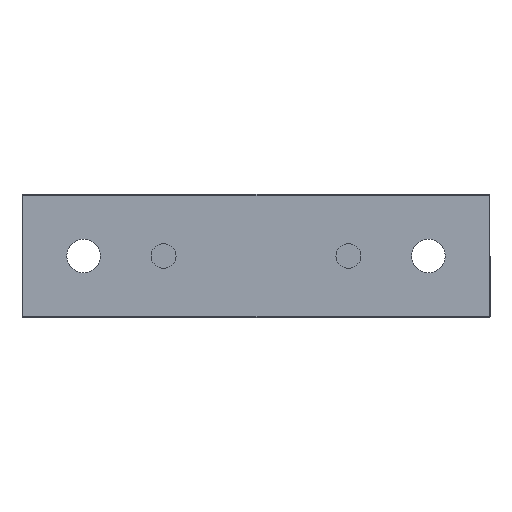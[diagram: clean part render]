
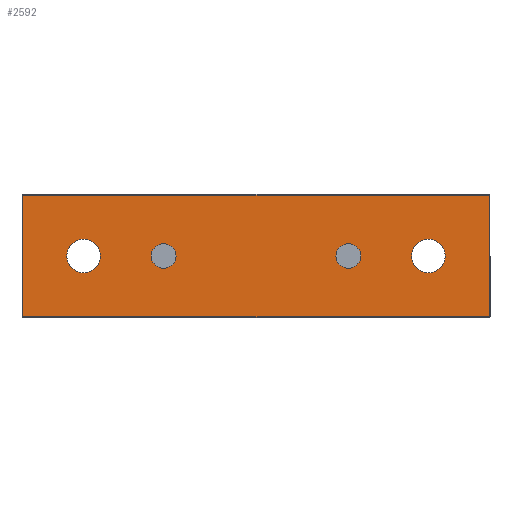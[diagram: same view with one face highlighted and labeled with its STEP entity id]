
A CAD part, front view. The second image highlights one B-rep face of the part: STEP entity #2592.
In plain terms, the highlighted planar face has unit normal (0, -1, 0).
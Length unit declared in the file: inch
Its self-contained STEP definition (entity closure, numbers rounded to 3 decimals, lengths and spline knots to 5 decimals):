
#26 = DIRECTION ( 'NONE',  ( 0., 0., 1. ) ) ;
#57 = DIRECTION ( 'NONE',  ( 1., 0., 0. ) ) ;
#83 = EDGE_LOOP ( 'NONE', ( #3121, #8160, #8267, #2552 ) ) ;
#212 = CARTESIAN_POINT ( 'NONE',  ( -2.365, -2., 0.615 ) ) ;
#220 = CARTESIAN_POINT ( 'NONE',  ( -0.8115, -2., 0. ) ) ;
#283 = DIRECTION ( 'NONE',  ( -1., 0., 0. ) ) ;
#390 = DIRECTION ( 'NONE',  ( 0., 1., 0. ) ) ;
#498 = ORIENTED_EDGE ( 'NONE', *, *, #7590, .T. ) ;
#534 = EDGE_CURVE ( 'NONE', #1268, #6551, #3109, .T. ) ;
#545 = AXIS2_PLACEMENT_3D ( 'NONE', #5931, #1810, #6634 ) ;
#740 = CIRCLE ( 'NONE', #8482, 0.17 ) ;
#864 = DIRECTION ( 'NONE',  ( 0., 1., 0. ) ) ;
#879 = DIRECTION ( 'NONE',  ( 0., 1., 0. ) ) ;
#899 = AXIS2_PLACEMENT_3D ( 'NONE', #4968, #864, #5659 ) ;
#991 = LINE ( 'NONE', #6933, #3358 ) ;
#1161 = EDGE_CURVE ( 'NONE', #3945, #8275, #7605, .T. ) ;
#1191 = LINE ( 'NONE', #4971, #8327 ) ;
#1268 = VERTEX_POINT ( 'NONE', #2582 ) ;
#1335 = CIRCLE ( 'NONE', #8864, 0.126 ) ;
#1337 = EDGE_CURVE ( 'NONE', #4233, #8636, #1335, .T. ) ;
#1527 = EDGE_CURVE ( 'NONE', #2784, #4962, #4634, .T. ) ;
#1560 = DIRECTION ( 'NONE',  ( 0., 0., -1. ) ) ;
#1566 = FACE_BOUND ( 'NONE', #1859, .T. ) ;
#1679 = EDGE_CURVE ( 'NONE', #8611, #2784, #6956, .T. ) ;
#1791 = EDGE_CURVE ( 'NONE', #8275, #3945, #7646, .T. ) ;
#1810 = DIRECTION ( 'NONE',  ( 0., 1., 0. ) ) ;
#1859 = EDGE_LOOP ( 'NONE', ( #1946, #4931 ) ) ;
#1904 = AXIS2_PLACEMENT_3D ( 'NONE', #4488, #390, #5184 ) ;
#1928 = CARTESIAN_POINT ( 'NONE',  ( 2.375, -2., 0. ) ) ;
#1938 = ORIENTED_EDGE ( 'NONE', *, *, #7252, .T. ) ;
#1946 = ORIENTED_EDGE ( 'NONE', *, *, #1337, .T. ) ;
#2552 = ORIENTED_EDGE ( 'NONE', *, *, #6277, .T. ) ;
#2582 = CARTESIAN_POINT ( 'NONE',  ( -1.75, -2., 0.17 ) ) ;
#2592 = ADVANCED_FACE ( 'NONE', ( #5192, #5408, #3373, #1566, #8674 ), #8786, .T. ) ;
#2626 = DIRECTION ( 'NONE',  ( 0., 0., -1. ) ) ;
#2656 = EDGE_LOOP ( 'NONE', ( #3629, #498 ) ) ;
#2743 = CIRCLE ( 'NONE', #4181, 0.17 ) ;
#2784 = VERTEX_POINT ( 'NONE', #3482 ) ;
#2880 = CIRCLE ( 'NONE', #899, 0.17 ) ;
#3037 = VECTOR ( 'NONE', #283, 39.37008 ) ;
#3109 = CIRCLE ( 'NONE', #8348, 0.17 ) ;
#3121 = ORIENTED_EDGE ( 'NONE', *, *, #1679, .T. ) ;
#3142 = CARTESIAN_POINT ( 'NONE',  ( -1.75, -2., -0.17 ) ) ;
#3172 = CARTESIAN_POINT ( 'NONE',  ( 1.75, -2., 0.17 ) ) ;
#3182 = DIRECTION ( 'NONE',  ( 0., 1., 0. ) ) ;
#3210 = CARTESIAN_POINT ( 'NONE',  ( -1.75, -2., 0. ) ) ;
#3358 = VECTOR ( 'NONE', #57, 39.37008 ) ;
#3373 = FACE_BOUND ( 'NONE', #3778, .T. ) ;
#3393 = DIRECTION ( 'NONE',  ( 0., 1., 0. ) ) ;
#3482 = CARTESIAN_POINT ( 'NONE',  ( 2.365, -2., 0.615 ) ) ;
#3554 = ORIENTED_EDGE ( 'NONE', *, *, #1161, .T. ) ;
#3600 = CARTESIAN_POINT ( 'NONE',  ( 2.365, -2., -0.615 ) ) ;
#3629 = ORIENTED_EDGE ( 'NONE', *, *, #8849, .T. ) ;
#3695 = CARTESIAN_POINT ( 'NONE',  ( 0.8115, -2., 0. ) ) ;
#3717 = CARTESIAN_POINT ( 'NONE',  ( 2.375, -2., 0.615 ) ) ;
#3778 = EDGE_LOOP ( 'NONE', ( #3554, #6582 ) ) ;
#3903 = DIRECTION ( 'NONE',  ( 0., 0., 1. ) ) ;
#3945 = VERTEX_POINT ( 'NONE', #3695 ) ;
#4128 = DIRECTION ( 'NONE',  ( 0., 1., 0. ) ) ;
#4181 = AXIS2_PLACEMENT_3D ( 'NONE', #7328, #3182, #8021 ) ;
#4233 = VERTEX_POINT ( 'NONE', #4773 ) ;
#4365 = AXIS2_PLACEMENT_3D ( 'NONE', #1928, #6770, #2626 ) ;
#4488 = CARTESIAN_POINT ( 'NONE',  ( -0.9375, -2., 0. ) ) ;
#4507 = VERTEX_POINT ( 'NONE', #3172 ) ;
#4616 = AXIS2_PLACEMENT_3D ( 'NONE', #7531, #3393, #8227 ) ;
#4634 = LINE ( 'NONE', #3717, #3037 ) ;
#4773 = CARTESIAN_POINT ( 'NONE',  ( -1.0635, -2., 0. ) ) ;
#4780 = CIRCLE ( 'NONE', #1904, 0.126 ) ;
#4931 = ORIENTED_EDGE ( 'NONE', *, *, #6939, .T. ) ;
#4962 = VERTEX_POINT ( 'NONE', #212 ) ;
#4968 = CARTESIAN_POINT ( 'NONE',  ( 1.75, -2., 0. ) ) ;
#4971 = CARTESIAN_POINT ( 'NONE',  ( -2.365, -2., 0. ) ) ;
#4995 = CARTESIAN_POINT ( 'NONE',  ( -0.9375, -2., 0. ) ) ;
#5184 = DIRECTION ( 'NONE',  ( -1., 0., 0. ) ) ;
#5192 = FACE_BOUND ( 'NONE', #2656, .T. ) ;
#5408 = FACE_BOUND ( 'NONE', #8207, .T. ) ;
#5659 = DIRECTION ( 'NONE',  ( 0., 0., 1. ) ) ;
#5688 = DIRECTION ( 'NONE',  ( -1., 0., 0. ) ) ;
#5751 = ORIENTED_EDGE ( 'NONE', *, *, #534, .T. ) ;
#5931 = CARTESIAN_POINT ( 'NONE',  ( 0.9375, -2., 0. ) ) ;
#5944 = DIRECTION ( 'NONE',  ( 0., 0., 1. ) ) ;
#6033 = CARTESIAN_POINT ( 'NONE',  ( -2.365, -2., -0.615 ) ) ;
#6059 = CARTESIAN_POINT ( 'NONE',  ( 1.0635, -2., 0. ) ) ;
#6277 = EDGE_CURVE ( 'NONE', #7017, #8611, #991, .T. ) ;
#6449 = EDGE_CURVE ( 'NONE', #4962, #7017, #1191, .T. ) ;
#6551 = VERTEX_POINT ( 'NONE', #3142 ) ;
#6571 = CARTESIAN_POINT ( 'NONE',  ( 1.75, -2., -0.17 ) ) ;
#6582 = ORIENTED_EDGE ( 'NONE', *, *, #1791, .T. ) ;
#6634 = DIRECTION ( 'NONE',  ( -1., 0., 0. ) ) ;
#6680 = CARTESIAN_POINT ( 'NONE',  ( 2.365, -2., 0. ) ) ;
#6770 = DIRECTION ( 'NONE',  ( 0., -1., 0. ) ) ;
#6933 = CARTESIAN_POINT ( 'NONE',  ( 2.375, -2., -0.615 ) ) ;
#6939 = EDGE_CURVE ( 'NONE', #8636, #4233, #4780, .T. ) ;
#6956 = LINE ( 'NONE', #6680, #8764 ) ;
#7017 = VERTEX_POINT ( 'NONE', #6033 ) ;
#7205 = VERTEX_POINT ( 'NONE', #6571 ) ;
#7252 = EDGE_CURVE ( 'NONE', #6551, #1268, #2743, .T. ) ;
#7328 = CARTESIAN_POINT ( 'NONE',  ( -1.75, -2., 0. ) ) ;
#7531 = CARTESIAN_POINT ( 'NONE',  ( 0.9375, -2., 0. ) ) ;
#7590 = EDGE_CURVE ( 'NONE', #7205, #4507, #2880, .T. ) ;
#7605 = CIRCLE ( 'NONE', #545, 0.126 ) ;
#7646 = CIRCLE ( 'NONE', #4616, 0.126 ) ;
#8021 = DIRECTION ( 'NONE',  ( 0., 0., 1. ) ) ;
#8050 = DIRECTION ( 'NONE',  ( 0., 1., 0. ) ) ;
#8160 = ORIENTED_EDGE ( 'NONE', *, *, #1527, .T. ) ;
#8207 = EDGE_LOOP ( 'NONE', ( #5751, #1938 ) ) ;
#8227 = DIRECTION ( 'NONE',  ( -1., 0., 0. ) ) ;
#8267 = ORIENTED_EDGE ( 'NONE', *, *, #6449, .T. ) ;
#8271 = CARTESIAN_POINT ( 'NONE',  ( 1.75, -2., 0. ) ) ;
#8275 = VERTEX_POINT ( 'NONE', #6059 ) ;
#8327 = VECTOR ( 'NONE', #1560, 39.37008 ) ;
#8348 = AXIS2_PLACEMENT_3D ( 'NONE', #3210, #8050, #3903 ) ;
#8482 = AXIS2_PLACEMENT_3D ( 'NONE', #8271, #4128, #26 ) ;
#8611 = VERTEX_POINT ( 'NONE', #3600 ) ;
#8636 = VERTEX_POINT ( 'NONE', #220 ) ;
#8674 = FACE_OUTER_BOUND ( 'NONE', #83, .T. ) ;
#8764 = VECTOR ( 'NONE', #5944, 39.37008 ) ;
#8786 = PLANE ( 'NONE',  #4365 ) ;
#8849 = EDGE_CURVE ( 'NONE', #4507, #7205, #740, .T. ) ;
#8864 = AXIS2_PLACEMENT_3D ( 'NONE', #4995, #879, #5688 ) ;
